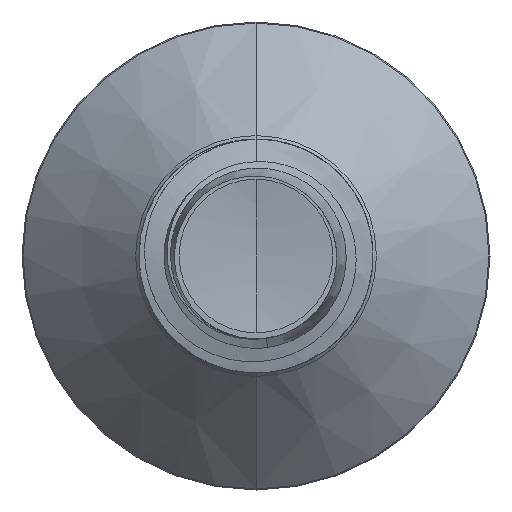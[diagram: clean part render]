
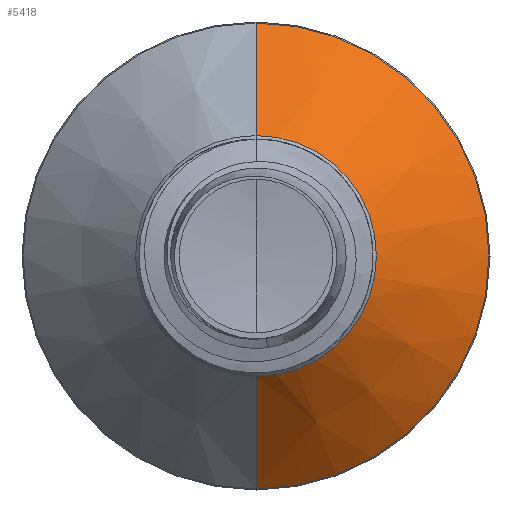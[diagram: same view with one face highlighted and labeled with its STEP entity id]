
A CAD part, front view. The second image highlights one B-rep face of the part: STEP entity #5418.
In plain terms, the highlighted conical face has half-angle 45 degrees and reference radius 3.088 mm.
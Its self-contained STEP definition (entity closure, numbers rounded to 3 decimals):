
#114 = VERTEX_POINT ( 'NONE', #15363 ) ;
#2760 = CARTESIAN_POINT ( 'NONE',  ( 0., 18.739, -3.089 ) ) ;
#2913 = DIRECTION ( 'NONE',  ( 0., 0., 1. ) ) ;
#3734 = CARTESIAN_POINT ( 'NONE',  ( 0., 21.624, 5.974 ) ) ;
#4239 = FACE_OUTER_BOUND ( 'NONE', #5600, .T. ) ;
#5418 = ADVANCED_FACE ( 'NONE', ( #4239 ), #10176, .T. ) ;
#5600 = EDGE_LOOP ( 'NONE', ( #17582, #32639, #18444, #26023 ) ) ;
#6196 = CARTESIAN_POINT ( 'NONE',  ( 0., 21.624, 0. ) ) ;
#7377 = CARTESIAN_POINT ( 'NONE',  ( 0., 18.739, -3.089 ) ) ;
#9096 = DIRECTION ( 'NONE',  ( 0., 0., 1. ) ) ;
#9644 = VECTOR ( 'NONE', #30793, 1000. ) ;
#9825 = EDGE_CURVE ( 'NONE', #16729, #114, #31078, .T. ) ;
#10176 = CONICAL_SURFACE ( 'NONE', #14098, 3.089, 0.785 ) ;
#11058 = DIRECTION ( 'NONE',  ( 0., 1., 0. ) ) ;
#11306 = EDGE_CURVE ( 'NONE', #35541, #20237, #17298, .T. ) ;
#14098 = AXIS2_PLACEMENT_3D ( 'NONE', #25891, #20213, #2913 ) ;
#14197 = AXIS2_PLACEMENT_3D ( 'NONE', #28107, #11058, #30950 ) ;
#15363 = CARTESIAN_POINT ( 'NONE',  ( 0., 21.624, -5.974 ) ) ;
#15538 = CIRCLE ( 'NONE', #14197, 3.089 ) ;
#16729 = VERTEX_POINT ( 'NONE', #7377 ) ;
#17298 = LINE ( 'NONE', #33374, #9644 ) ;
#17582 = ORIENTED_EDGE ( 'NONE', *, *, #26978, .T. ) ;
#18444 = ORIENTED_EDGE ( 'NONE', *, *, #27263, .F. ) ;
#20066 = DIRECTION ( 'NONE',  ( 0., 0.707, -0.707 ) ) ;
#20213 = DIRECTION ( 'NONE',  ( 0., 1., 0. ) ) ;
#20237 = VERTEX_POINT ( 'NONE', #3734 ) ;
#21272 = CARTESIAN_POINT ( 'NONE',  ( 0., 18.739, 3.089 ) ) ;
#23555 = VECTOR ( 'NONE', #20066, 1000. ) ;
#25891 = CARTESIAN_POINT ( 'NONE',  ( 0., 18.739, 0. ) ) ;
#26023 = ORIENTED_EDGE ( 'NONE', *, *, #11306, .F. ) ;
#26229 = DIRECTION ( 'NONE',  ( 0., 1., 0. ) ) ;
#26978 = EDGE_CURVE ( 'NONE', #35541, #16729, #15538, .T. ) ;
#27263 = EDGE_CURVE ( 'NONE', #20237, #114, #36388, .T. ) ;
#28107 = CARTESIAN_POINT ( 'NONE',  ( 0., 18.739, 0. ) ) ;
#29435 = AXIS2_PLACEMENT_3D ( 'NONE', #6196, #26229, #9096 ) ;
#30793 = DIRECTION ( 'NONE',  ( 0., 0.707, 0.707 ) ) ;
#30950 = DIRECTION ( 'NONE',  ( 0., 0., 1. ) ) ;
#31078 = LINE ( 'NONE', #2760, #23555 ) ;
#32639 = ORIENTED_EDGE ( 'NONE', *, *, #9825, .T. ) ;
#33374 = CARTESIAN_POINT ( 'NONE',  ( 0., 18.739, 3.089 ) ) ;
#35541 = VERTEX_POINT ( 'NONE', #21272 ) ;
#36388 = CIRCLE ( 'NONE', #29435, 5.974 ) ;
